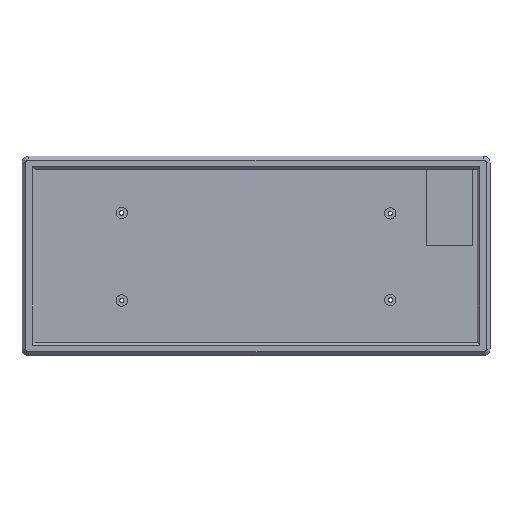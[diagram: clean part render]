
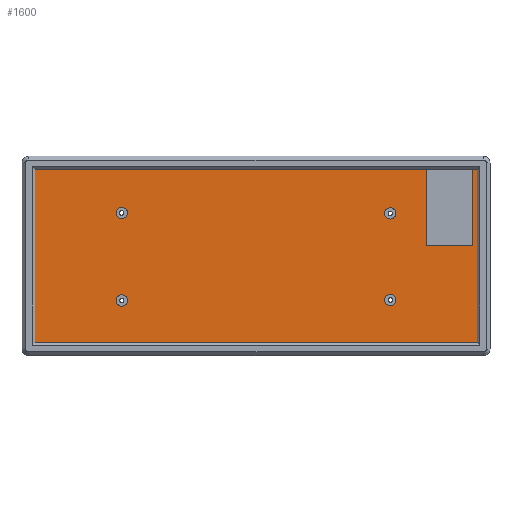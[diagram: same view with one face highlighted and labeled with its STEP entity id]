
A CAD part, top view. The second image highlights one B-rep face of the part: STEP entity #1600.
In plain terms, the highlighted planar face has unit normal (0, 0, 1).
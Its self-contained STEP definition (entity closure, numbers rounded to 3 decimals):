
#79=FACE_BOUND('',#493,.T.);
#80=FACE_BOUND('',#494,.T.);
#81=FACE_BOUND('',#495,.T.);
#82=FACE_BOUND('',#496,.T.);
#98=LINE('',#2476,#218);
#104=LINE('',#2488,#224);
#107=LINE('',#2494,#227);
#111=LINE('',#2503,#231);
#113=LINE('',#2507,#233);
#117=LINE('',#2514,#237);
#128=LINE('',#2535,#248);
#129=LINE('',#2536,#249);
#218=VECTOR('',#1910,10.);
#224=VECTOR('',#1918,10.);
#227=VECTOR('',#1923,10.);
#231=VECTOR('',#1929,10.);
#233=VECTOR('',#1933,10.);
#237=VECTOR('',#1937,10.);
#248=VECTOR('',#1958,10.);
#249=VECTOR('',#1959,10.);
#347=PLANE('',#1717);
#389=FACE_OUTER_BOUND('',#492,.T.);
#492=EDGE_LOOP('',(#1151,#1152,#1153,#1154,#1155,#1156,#1157,#1158));
#493=EDGE_LOOP('',(#1159));
#494=EDGE_LOOP('',(#1160));
#495=EDGE_LOOP('',(#1161));
#496=EDGE_LOOP('',(#1162));
#625=CIRCLE('',#1718,2.5);
#626=CIRCLE('',#1719,2.5);
#627=CIRCLE('',#1720,2.5);
#628=CIRCLE('',#1721,2.5);
#719=VERTEX_POINT('',#2474);
#720=VERTEX_POINT('',#2475);
#725=VERTEX_POINT('',#2487);
#727=VERTEX_POINT('',#2493);
#730=VERTEX_POINT('',#2500);
#731=VERTEX_POINT('',#2502);
#732=VERTEX_POINT('',#2506);
#735=VERTEX_POINT('',#2512);
#741=VERTEX_POINT('',#2537);
#742=VERTEX_POINT('',#2539);
#743=VERTEX_POINT('',#2541);
#744=VERTEX_POINT('',#2543);
#867=EDGE_CURVE('',#719,#720,#98,.F.);
#873=EDGE_CURVE('',#720,#725,#104,.T.);
#876=EDGE_CURVE('',#725,#727,#107,.T.);
#880=EDGE_CURVE('',#731,#730,#111,.T.);
#882=EDGE_CURVE('',#727,#732,#113,.T.);
#886=EDGE_CURVE('',#735,#719,#117,.T.);
#897=EDGE_CURVE('',#730,#732,#128,.T.);
#898=EDGE_CURVE('',#735,#731,#129,.T.);
#899=EDGE_CURVE('',#741,#741,#625,.T.);
#900=EDGE_CURVE('',#742,#742,#626,.T.);
#901=EDGE_CURVE('',#743,#743,#627,.T.);
#902=EDGE_CURVE('',#744,#744,#628,.T.);
#1151=ORIENTED_EDGE('',*,*,#897,.T.);
#1152=ORIENTED_EDGE('',*,*,#882,.F.);
#1153=ORIENTED_EDGE('',*,*,#876,.F.);
#1154=ORIENTED_EDGE('',*,*,#873,.F.);
#1155=ORIENTED_EDGE('',*,*,#867,.F.);
#1156=ORIENTED_EDGE('',*,*,#886,.F.);
#1157=ORIENTED_EDGE('',*,*,#898,.T.);
#1158=ORIENTED_EDGE('',*,*,#880,.T.);
#1159=ORIENTED_EDGE('',*,*,#899,.T.);
#1160=ORIENTED_EDGE('',*,*,#900,.T.);
#1161=ORIENTED_EDGE('',*,*,#901,.T.);
#1162=ORIENTED_EDGE('',*,*,#902,.T.);
#1600=ADVANCED_FACE('',(#389,#79,#80,#81,#82),#347,.T.);
#1717=AXIS2_PLACEMENT_3D('',#2534,#1956,#1957);
#1718=AXIS2_PLACEMENT_3D('',#2538,#1960,#1961);
#1719=AXIS2_PLACEMENT_3D('',#2540,#1962,#1963);
#1720=AXIS2_PLACEMENT_3D('',#2542,#1964,#1965);
#1721=AXIS2_PLACEMENT_3D('',#2544,#1966,#1967);
#1910=DIRECTION('',(0.,1.,0.));
#1918=DIRECTION('',(-1.,0.,0.));
#1923=DIRECTION('',(0.,1.,0.));
#1929=DIRECTION('',(-1.,0.,0.));
#1933=DIRECTION('',(1.,0.,0.));
#1937=DIRECTION('',(1.,0.,0.));
#1956=DIRECTION('center_axis',(0.,0.,1.));
#1957=DIRECTION('ref_axis',(1.,0.,0.));
#1958=DIRECTION('',(0.,1.,0.));
#1959=DIRECTION('',(0.,-1.,0.));
#1960=DIRECTION('center_axis',(0.,0.,-1.));
#1961=DIRECTION('ref_axis',(-1.,0.,0.));
#1962=DIRECTION('center_axis',(0.,0.,-1.));
#1963=DIRECTION('ref_axis',(-1.,0.,0.));
#1964=DIRECTION('center_axis',(0.,0.,-1.));
#1965=DIRECTION('ref_axis',(-1.,0.,0.));
#1966=DIRECTION('center_axis',(0.,0.,-1.));
#1967=DIRECTION('ref_axis',(-1.,0.,0.));
#2474=CARTESIAN_POINT('',(249.7,-48.83,-8.4));
#2475=CARTESIAN_POINT('',(249.7,-125.78,-8.4));
#2476=CARTESIAN_POINT('',(249.7,-67.98,-8.4));
#2487=CARTESIAN_POINT('',(53.7,-125.78,-8.4));
#2488=CARTESIAN_POINT('',(200.831,-125.78,-8.4));
#2493=CARTESIAN_POINT('',(53.7,-48.83,-8.4));
#2494=CARTESIAN_POINT('',(53.7,-106.63,-8.4));
#2500=CARTESIAN_POINT('',(227.199,-82.769,-8.4));
#2502=CARTESIAN_POINT('',(247.65,-82.769,-8.4));
#2503=CARTESIAN_POINT('',(247.65,-82.769,-8.4));
#2506=CARTESIAN_POINT('',(227.199,-48.83,-8.4));
#2507=CARTESIAN_POINT('',(102.656,-48.83,-8.4));
#2512=CARTESIAN_POINT('',(247.65,-48.83,-8.4));
#2514=CARTESIAN_POINT('',(102.656,-48.83,-8.4));
#2534=CARTESIAN_POINT('Origin',(151.788,-87.305,-8.4));
#2535=CARTESIAN_POINT('',(227.199,-82.769,-8.4));
#2536=CARTESIAN_POINT('',(247.65,-48.83,-8.4));
#2537=CARTESIAN_POINT('',(94.7,-107.,-8.4));
#2538=CARTESIAN_POINT('Origin',(92.2,-107.,-8.4));
#2539=CARTESIAN_POINT('',(213.7,-68.4,-8.4));
#2540=CARTESIAN_POINT('Origin',(211.2,-68.4,-8.4));
#2541=CARTESIAN_POINT('',(94.7,-68.2,-8.4));
#2542=CARTESIAN_POINT('Origin',(92.2,-68.2,-8.4));
#2543=CARTESIAN_POINT('',(213.7,-106.8,-8.4));
#2544=CARTESIAN_POINT('Origin',(211.2,-106.8,-8.4));
